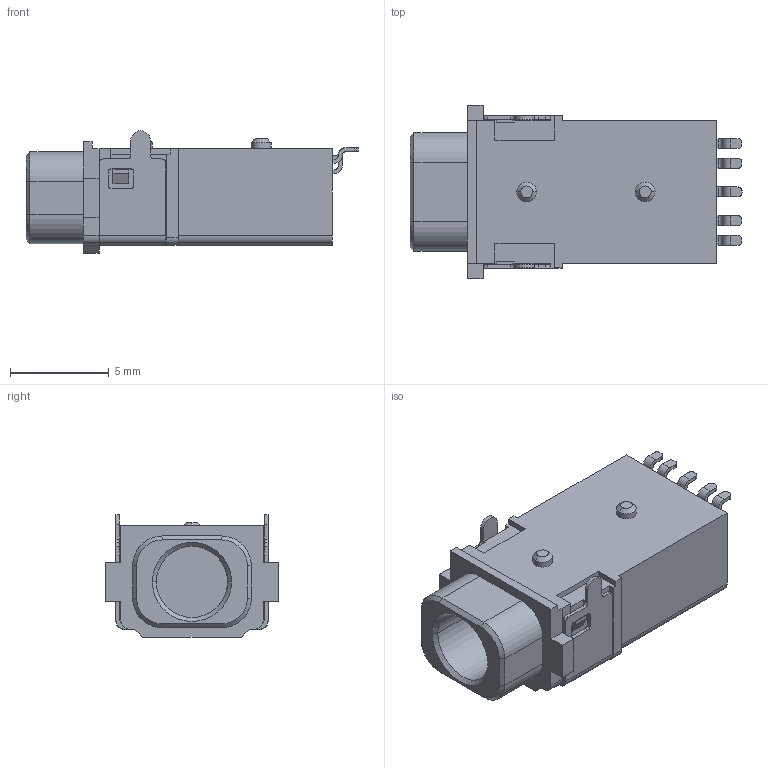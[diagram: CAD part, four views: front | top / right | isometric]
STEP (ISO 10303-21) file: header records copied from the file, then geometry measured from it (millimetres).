
FILE_DESCRIPTION (( 'STEP AP214' ), '1' );
FILE_NAME ('CUI_DEVICES_SJ-3541AS-SMT-TR-67.step', '2019-10-20T23:01:34', ( '' ), ( '' ), 'SwSTEP 2.0', 'SolidWorks 2019', '' );
FILE_SCHEMA (( 'AUTOMOTIVE_DESIGN' ));
Length unit declared in the file: inch
Products named in the file (1): CUI_DEVICES_SJ-3541AS-SMT-TR-67
Bounding box: 16.8 x 8.8 x 6.2 mm (x, y, z)
Volume: 499.5 mm3; surface area: 634.5 mm2
Topology: 3 solids, 3 shells, 275 faces, 760 edges, 500 vertices
Faces by surface type: plane 160, cylinder 105, cone 10
Entity records: 10650 total; most frequent: CARTESIAN_POINT 1558, DIRECTION 1528, ORIENTED_EDGE 1520, EDGE_CURVE 760, VECTOR 532, LINE 532, VERTEX_POINT 500, AXIS2_PLACEMENT_3D 498
